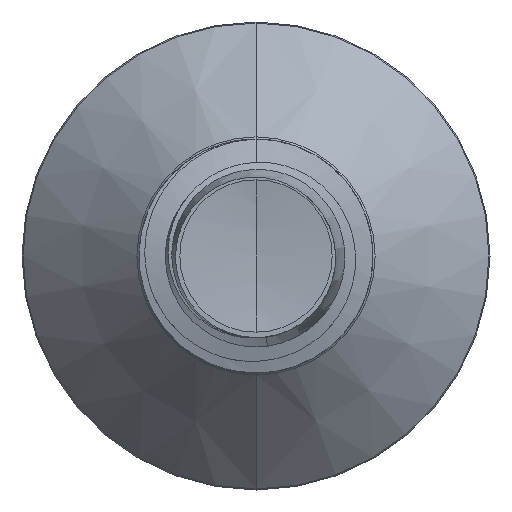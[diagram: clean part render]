
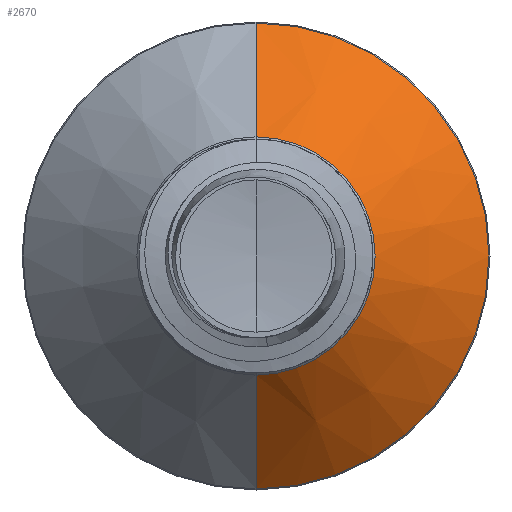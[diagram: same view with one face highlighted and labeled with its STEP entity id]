
A CAD part, front view. The second image highlights one B-rep face of the part: STEP entity #2670.
In plain terms, the highlighted conical face has half-angle 45 degrees and reference radius 1.782 mm.
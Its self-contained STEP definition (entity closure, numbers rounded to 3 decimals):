
#226 = CONICAL_SURFACE ( 'NONE', #14692, 1.782, 0.785 ) ;
#542 = FACE_OUTER_BOUND ( 'NONE', #6347, .T. ) ;
#645 = ORIENTED_EDGE ( 'NONE', *, *, #16552, .T. ) ;
#1268 = ORIENTED_EDGE ( 'NONE', *, *, #8384, .F. ) ;
#2670 = ADVANCED_FACE ( 'NONE', ( #542 ), #226, .T. ) ;
#2890 = CARTESIAN_POINT ( 'NONE',  ( 0., 6.132, 0. ) ) ;
#3073 = VERTEX_POINT ( 'NONE', #15711 ) ;
#3607 = VERTEX_POINT ( 'NONE', #11715 ) ;
#4188 = VERTEX_POINT ( 'NONE', #16948 ) ;
#4706 = DIRECTION ( 'NONE',  ( 0., 0., 1. ) ) ;
#4780 = EDGE_CURVE ( 'NONE', #4188, #3073, #16789, .T. ) ;
#5208 = VERTEX_POINT ( 'NONE', #9431 ) ;
#5928 = AXIS2_PLACEMENT_3D ( 'NONE', #12716, #12710, #12692 ) ;
#6019 = ORIENTED_EDGE ( 'NONE', *, *, #12936, .T. ) ;
#6347 = EDGE_LOOP ( 'NONE', ( #645, #6019, #1268, #8903 ) ) ;
#8384 = EDGE_CURVE ( 'NONE', #3073, #5208, #18861, .T. ) ;
#8903 = ORIENTED_EDGE ( 'NONE', *, *, #4780, .F. ) ;
#9431 = CARTESIAN_POINT ( 'NONE',  ( 0., 7.835, -3.485 ) ) ;
#9601 = CARTESIAN_POINT ( 'NONE',  ( 0., 6.132, -1.782 ) ) ;
#10692 = CARTESIAN_POINT ( 'NONE',  ( 0., 6.132, 1.782 ) ) ;
#10758 = DIRECTION ( 'NONE',  ( 0., 0.707, 0.707 ) ) ;
#11715 = CARTESIAN_POINT ( 'NONE',  ( 0., 6.132, -1.782 ) ) ;
#12692 = DIRECTION ( 'NONE',  ( 0., 0., 1. ) ) ;
#12710 = DIRECTION ( 'NONE',  ( 0., 1., 0. ) ) ;
#12716 = CARTESIAN_POINT ( 'NONE',  ( 0., 7.835, 0. ) ) ;
#12936 = EDGE_CURVE ( 'NONE', #3607, #5208, #14482, .T. ) ;
#14445 = DIRECTION ( 'NONE',  ( 0., 1., 0. ) ) ;
#14482 = LINE ( 'NONE', #9601, #15033 ) ;
#14611 = AXIS2_PLACEMENT_3D ( 'NONE', #2890, #14445, #4706 ) ;
#14692 = AXIS2_PLACEMENT_3D ( 'NONE', #19244, #18798, #19059 ) ;
#15033 = VECTOR ( 'NONE', #19536, 1000. ) ;
#15711 = CARTESIAN_POINT ( 'NONE',  ( 0., 7.835, 3.485 ) ) ;
#16552 = EDGE_CURVE ( 'NONE', #4188, #3607, #18021, .T. ) ;
#16789 = LINE ( 'NONE', #10692, #17692 ) ;
#16948 = CARTESIAN_POINT ( 'NONE',  ( 0., 6.132, 1.782 ) ) ;
#17692 = VECTOR ( 'NONE', #10758, 1000. ) ;
#18021 = CIRCLE ( 'NONE', #14611, 1.782 ) ;
#18798 = DIRECTION ( 'NONE',  ( 0., 1., 0. ) ) ;
#18861 = CIRCLE ( 'NONE', #5928, 3.485 ) ;
#19059 = DIRECTION ( 'NONE',  ( 0., 0., 1. ) ) ;
#19244 = CARTESIAN_POINT ( 'NONE',  ( 0., 6.132, 0. ) ) ;
#19536 = DIRECTION ( 'NONE',  ( 0., 0.707, -0.707 ) ) ;
